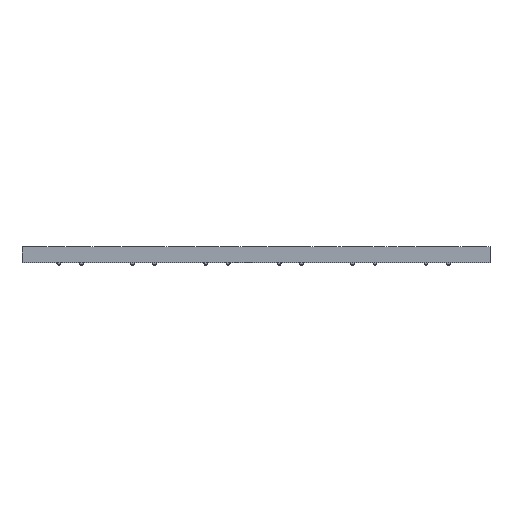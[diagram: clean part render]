
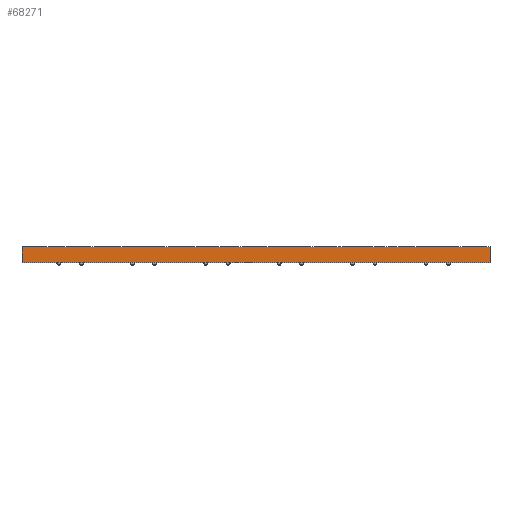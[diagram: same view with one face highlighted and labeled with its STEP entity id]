
A CAD part, top view. The second image highlights one B-rep face of the part: STEP entity #68271.
In plain terms, the highlighted planar face has unit normal (0, 0, 1).
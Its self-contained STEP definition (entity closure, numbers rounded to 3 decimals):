
#6157=DIRECTION('',(1.,0.,0.));
#6158=VECTOR('',#6157,119.2);
#6159=CARTESIAN_POINT('',(-12.25,1.3,38.));
#6160=LINE('',#6159,#6158);
#7229=DIRECTION('',(0.,1.,0.));
#7230=VECTOR('',#7229,4.);
#7231=CARTESIAN_POINT('',(106.95,-2.7,38.));
#7232=LINE('',#7231,#7230);
#7289=DIRECTION('',(0.,1.,0.));
#7290=VECTOR('',#7289,4.);
#7291=CARTESIAN_POINT('',(-12.25,-2.7,38.));
#7292=LINE('',#7291,#7290);
#7349=DIRECTION('',(1.,0.,0.));
#7350=VECTOR('',#7349,119.2);
#7351=CARTESIAN_POINT('',(-12.25,-2.7,38.));
#7352=LINE('',#7351,#7350);
#45523=CARTESIAN_POINT('',(-12.25,-2.7,38.));
#45524=VERTEX_POINT('',#45523);
#45525=CARTESIAN_POINT('',(-12.25,1.3,38.));
#45526=VERTEX_POINT('',#45525);
#45555=CARTESIAN_POINT('',(106.95,-2.7,38.));
#45556=VERTEX_POINT('',#45555);
#45557=CARTESIAN_POINT('',(106.95,1.3,38.));
#45558=VERTEX_POINT('',#45557);
#68260=CARTESIAN_POINT('',(-12.25,-2.7,38.));
#68261=DIRECTION('',(0.,0.,1.));
#68262=DIRECTION('',(0.,1.,0.));
#68263=AXIS2_PLACEMENT_3D('',#68260,#68261,#68262);
#68264=PLANE('',#68263);
#68265=ORIENTED_EDGE('',*,*,#68117,.T.);
#68266=ORIENTED_EDGE('',*,*,#67406,.T.);
#68267=ORIENTED_EDGE('',*,*,#68064,.F.);
#68268=ORIENTED_EDGE('',*,*,#68253,.F.);
#68269=EDGE_LOOP('',(#68265,#68266,#68267,#68268));
#68270=FACE_OUTER_BOUND('',#68269,.F.);
#68271=ADVANCED_FACE('',(#68270),#68264,.T.);
#67406=EDGE_CURVE('',#45526,#45558,#6160,.T.);
#68064=EDGE_CURVE('',#45556,#45558,#7232,.T.);
#68117=EDGE_CURVE('',#45524,#45526,#7292,.T.);
#68253=EDGE_CURVE('',#45524,#45556,#7352,.T.);
